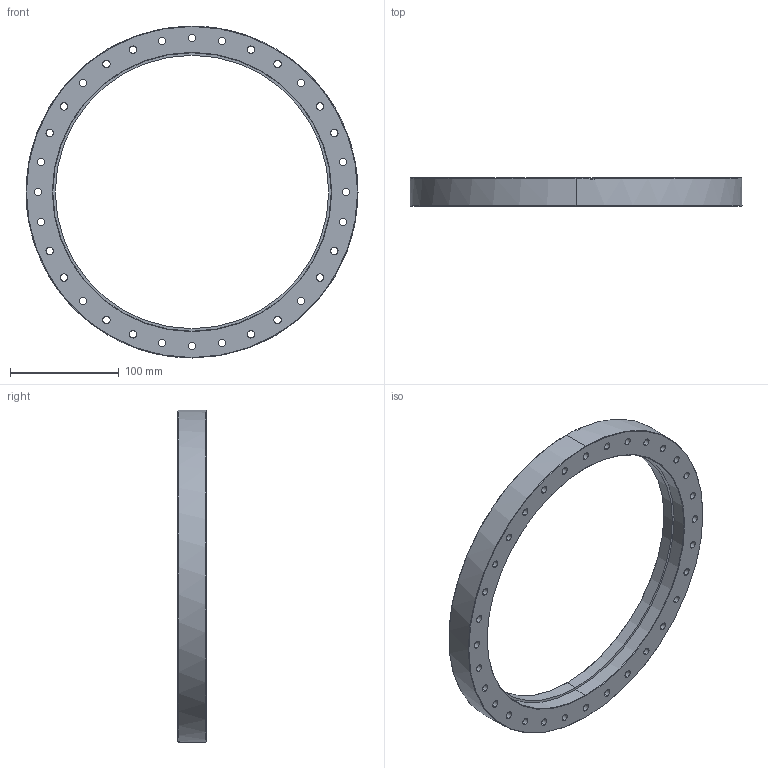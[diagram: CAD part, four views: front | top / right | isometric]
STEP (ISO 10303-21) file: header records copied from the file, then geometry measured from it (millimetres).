
FILE_DESCRIPTION (( 'STEP AP214' ), '1' );
FILE_NAME ('Hositrad_CF250-256-T.STEP', '2017-05-01T12:49:44', ( 'Gebruiker' ), ( '' ), 'SwSTEP 2.0', 'SolidWorks 2017', '' );
FILE_SCHEMA (( 'AUTOMOTIVE_DESIGN' ));
Length unit declared in the file: millimetre
Products named in the file (1): Hositrad_CF250-256-T
Bounding box: 306 x 26 x 306 mm (x, y, z)
Volume: 549062.6 mm3; surface area: 108862.7 mm2
Topology: 1 solids, 1 shells, 105 faces, 289 edges, 189 vertices
Faces by surface type: cylinder 79, cone 13, plane 13
Entity records: 4338 total; most frequent: DIRECTION 672, CARTESIAN_POINT 633, ORIENTED_EDGE 578, EDGE_CURVE 289, AXIS2_PLACEMENT_3D 284, VERTEX_POINT 189, CIRCLE 178, EDGE_LOOP 174
